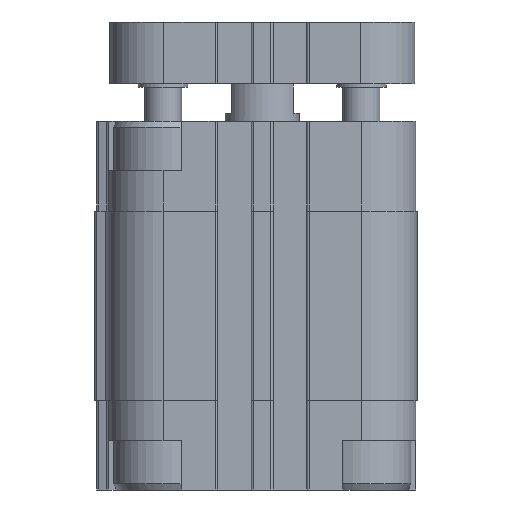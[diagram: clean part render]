
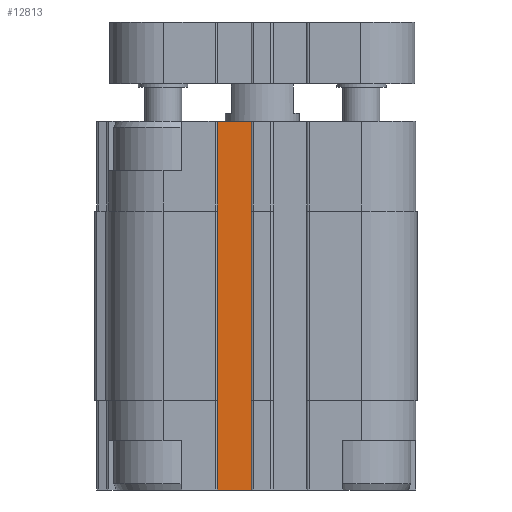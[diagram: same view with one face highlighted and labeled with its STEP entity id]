
A CAD part, left-side view. The second image highlights one B-rep face of the part: STEP entity #12813.
In plain terms, the highlighted face is planar.
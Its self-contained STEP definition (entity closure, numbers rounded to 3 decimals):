
#62=LINE('',#19266,#1242);
#270=LINE('',#20012,#1450);
#271=LINE('',#20014,#1451);
#272=LINE('',#20016,#1452);
#1242=VECTOR('',#14940,1000.);
#1450=VECTOR('',#15568,1000.);
#1451=VECTOR('',#15571,1000.);
#1452=VECTOR('',#15572,1000.);
#2447=PLANE('',#13760);
#3834=ORIENTED_EDGE('',*,*,#7241,.F.);
#3835=ORIENTED_EDGE('',*,*,#7600,.F.);
#3836=ORIENTED_EDGE('',*,*,#7601,.T.);
#3837=ORIENTED_EDGE('',*,*,#7602,.T.);
#7241=EDGE_CURVE('',#9154,#9155,#62,.T.);
#7600=EDGE_CURVE('',#9482,#9154,#270,.T.);
#7601=EDGE_CURVE('',#9482,#9483,#271,.T.);
#7602=EDGE_CURVE('',#9483,#9155,#272,.T.);
#9154=VERTEX_POINT('',#19265);
#9155=VERTEX_POINT('',#19267);
#9482=VERTEX_POINT('',#20011);
#9483=VERTEX_POINT('',#20015);
#10975=EDGE_LOOP('',(#3834,#3835,#3836,#3837));
#11877=FACE_BOUND('',#10975,.T.);
#12813=ADVANCED_FACE('',(#11877),#2447,.T.);
#13760=AXIS2_PLACEMENT_3D('',#20013,#15569,#15570);
#14940=DIRECTION('',(0.,1.,0.));
#15568=DIRECTION('',(0.,0.,1.));
#15569=DIRECTION('',(1.,0.,0.));
#15570=DIRECTION('',(0.,0.,-1.));
#15571=DIRECTION('',(0.,1.,0.));
#15572=DIRECTION('',(0.,0.,1.));
#19265=CARTESIAN_POINT('',(19.9,-7.5,0.));
#19266=CARTESIAN_POINT('',(19.9,-7.5,0.));
#19267=CARTESIAN_POINT('',(19.9,-1.5,0.));
#20011=CARTESIAN_POINT('',(19.9,-7.5,-59.5));
#20012=CARTESIAN_POINT('',(19.9,-7.5,-14.5));
#20013=CARTESIAN_POINT('',(19.9,-7.5,-14.5));
#20014=CARTESIAN_POINT('',(19.9,-7.5,-59.5));
#20015=CARTESIAN_POINT('',(19.9,-1.5,-59.5));
#20016=CARTESIAN_POINT('',(19.9,-1.5,-14.5));
